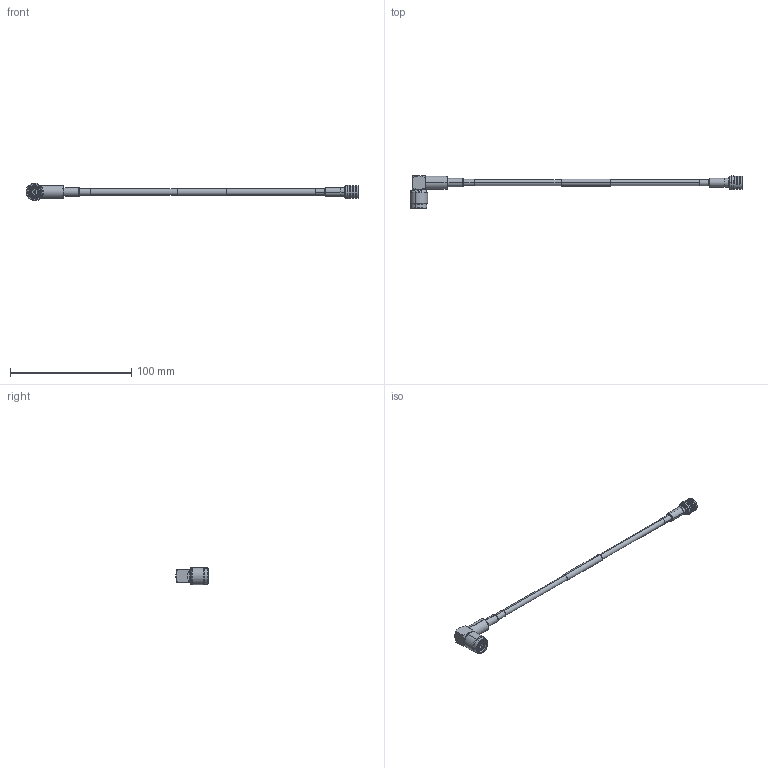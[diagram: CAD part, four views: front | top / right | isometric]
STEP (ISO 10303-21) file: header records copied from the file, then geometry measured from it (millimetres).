
FILE_DESCRIPTION (( 'STEP AP214' ), '1' );
FILE_NAME ('FMC00980_3D.step', '2023-02-23T03:18:50', ( '' ), ( '' ), 'SwSTEP 2.0', 'SolidWorks 2022', '' );
FILE_SCHEMA (( 'AUTOMOTIVE_DESIGN' ));
Length unit declared in the file: inch
Products named in the file (10): Copy of AQP-1702-MA2^FMCN1102_FMC00980; heat shrink conn 2^FMC00980_conn 1; LMR-200^FMC00980; Copy of AQP-1702-MA3^FMCN1102_FMC00980; SC4257^FMC00980; Copy of AQP-1702-MA1^FMCN1102_FMC00980; Copy of AQP-1702^FMCN1102_FMC00980; heat shrink conn 1^FMC00980; FMCN1102^FMC00980; FMC00980_3D
Assembly tree (9 placements, depth 3):
  FMC00980_3D
    LMR-200^FMC00980
    SC4257^FMC00980
    heat shrink conn 1^FMC00980
    FMCN1102^FMC00980
      Copy of AQP-1702^FMCN1102_FMC00980
      Copy of AQP-1702-MA3^FMCN1102_FMC00980
      Copy of AQP-1702-MA2^FMCN1102_FMC00980
      Copy of AQP-1702-MA1^FMCN1102_FMC00980
    heat shrink conn 2^FMC00980_conn 1
Bounding box: 273.42 x 26.85 x 14.49 mm (x, y, z)
Volume: 10339.6 mm3; surface area: 12985.7 mm2
Topology: 11 solids, 11 shells, 294 faces, 656 edges, 407 vertices
Faces by surface type: cylinder 138, plane 77, cone 50, torus 24, bspline 5
Entity records: 11378 total; most frequent: CARTESIAN_POINT 3520, DIRECTION 1428, ORIENTED_EDGE 1308, EDGE_CURVE 654, AXIS2_PLACEMENT_3D 595, VERTEX_POINT 407, EDGE_LOOP 335, FACE_OUTER_BOUND 294
